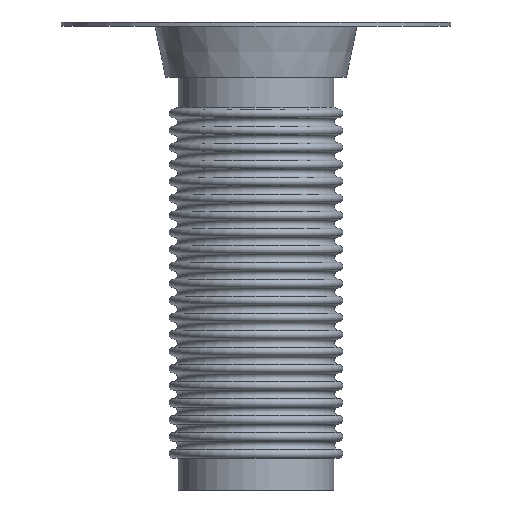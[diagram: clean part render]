
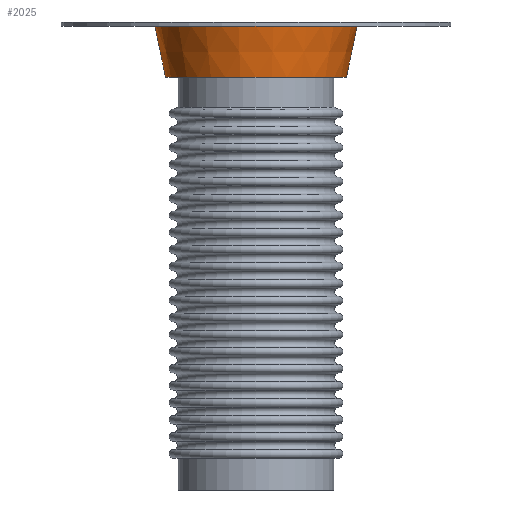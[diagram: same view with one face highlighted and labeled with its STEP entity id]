
A CAD part, front view. The second image highlights one B-rep face of the part: STEP entity #2025.
In plain terms, the highlighted conical face has half-angle 11.768 degrees and reference radius 450 mm.
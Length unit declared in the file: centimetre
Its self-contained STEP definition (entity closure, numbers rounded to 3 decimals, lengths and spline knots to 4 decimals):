
#61=CONICAL_SURFACE('',#2228,45.,0.205);
#209=FACE_OUTER_BOUND('',#352,.T.);
#352=EDGE_LOOP('',(#1732,#1733,#1734,#1735));
#533=LINE('',#3498,#668);
#668=VECTOR('',#2803,45.);
#742=CIRCLE('',#2222,42.5);
#745=CIRCLE('',#2227,47.5);
#969=VERTEX_POINT('',#3486);
#972=VERTEX_POINT('',#3495);
#1222=EDGE_CURVE('',#969,#969,#742,.T.);
#1226=EDGE_CURVE('',#972,#972,#745,.T.);
#1227=EDGE_CURVE('',#969,#972,#533,.T.);
#1732=ORIENTED_EDGE('',*,*,#1222,.F.);
#1733=ORIENTED_EDGE('',*,*,#1227,.T.);
#1734=ORIENTED_EDGE('',*,*,#1226,.T.);
#1735=ORIENTED_EDGE('',*,*,#1227,.F.);
#2025=ADVANCED_FACE('',(#209),#61,.T.);
#2222=AXIS2_PLACEMENT_3D('',#3487,#2788,#2789);
#2227=AXIS2_PLACEMENT_3D('',#3496,#2799,#2800);
#2228=AXIS2_PLACEMENT_3D('',#3497,#2801,#2802);
#2788=DIRECTION('center_axis',(0.,0.,-1.));
#2789=DIRECTION('ref_axis',(-1.,0.,0.));
#2799=DIRECTION('center_axis',(0.,0.,-1.));
#2800=DIRECTION('ref_axis',(-1.,0.,0.));
#2801=DIRECTION('center_axis',(0.,0.,1.));
#2802=DIRECTION('ref_axis',(-1.,0.,0.));
#2803=DIRECTION('',(0.204,0.,0.979));
#3486=CARTESIAN_POINT('',(20.6644,193.5596,85.));
#3487=CARTESIAN_POINT('Origin',(-21.8356,193.5596,85.));
#3495=CARTESIAN_POINT('',(25.6644,193.5596,109.));
#3496=CARTESIAN_POINT('Origin',(-21.8356,193.5596,109.));
#3497=CARTESIAN_POINT('Origin',(-21.8356,193.5596,97.));
#3498=CARTESIAN_POINT('',(23.1644,193.5596,97.));
